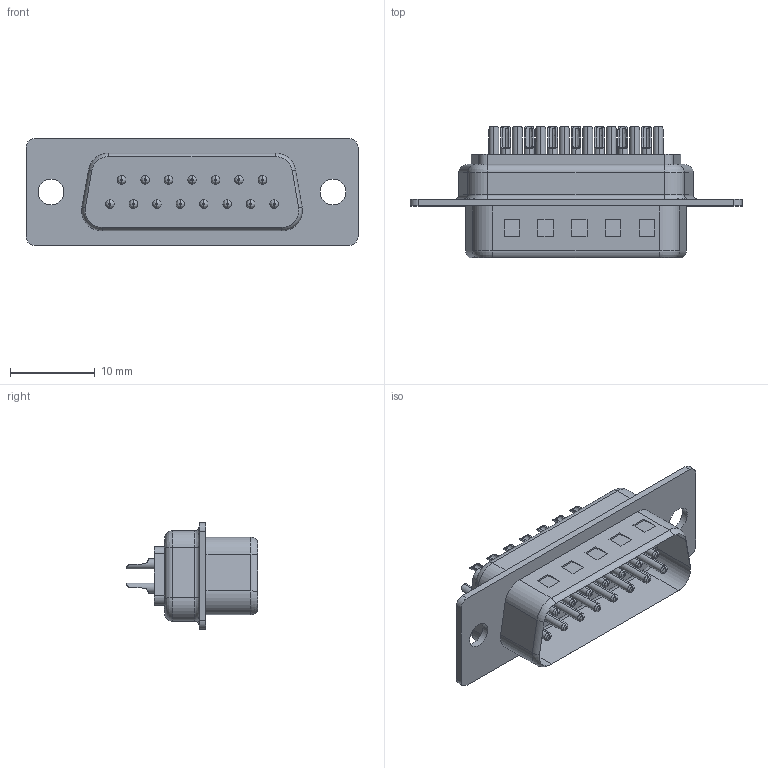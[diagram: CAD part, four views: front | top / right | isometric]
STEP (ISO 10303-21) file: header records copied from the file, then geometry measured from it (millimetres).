
FILE_DESCRIPTION(/* description */ (''),/* implementation_level */ '2;1');
FILE_NAME(/* name */ '100230617ugm000_a.stp',/* time_stamp */ '2015-11-13T04:10:22+01:00',/* author */ (''),/* organization */ (''),/* preprocessor_version */ 'ST-DEVELOPER v15',/* originating_system */ 'SIEMENS PLM Software NX 8.5',/* authorisation */ '');
FILE_SCHEMA (('AUTOMOTIVE_DESIGN { 1 0 10303 214 3 1 1 1 }'));
Length unit declared in the file: millimetre
Products named in the file (1): 100230617ugm000_a
Bounding box: 39.2 x 15.5 x 12.55 mm (x, y, z)
Volume: 0.7 mm3; surface area: 4296.3 mm2
Topology: 2 solids, 7 shells, 709 faces, 2063 edges, 2535 vertices
Faces by surface type: plane 299, revolution 229, cylinder 123, bspline 54, torus 4
Entity records: 30222 total; most frequent: CARTESIAN_POINT 8059, DIRECTION 3644, ORIENTED_EDGE 3388, EDGE_CURVE 1711, AXIS2_PLACEMENT_3D 1149, VERTEX_POINT 1126, LINE 1117, VECTOR 1117
